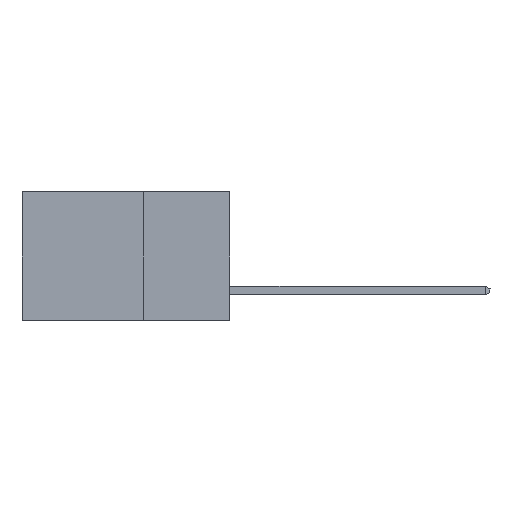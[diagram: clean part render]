
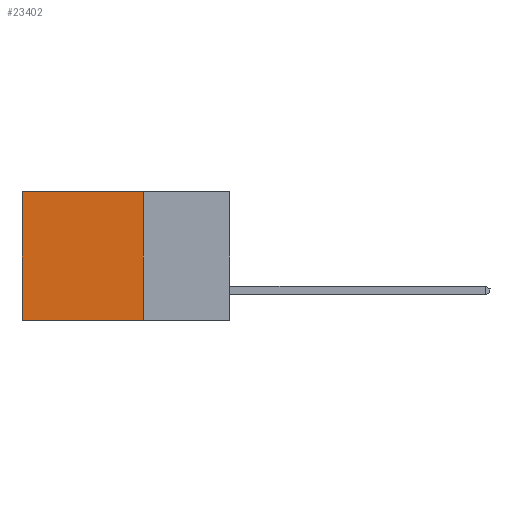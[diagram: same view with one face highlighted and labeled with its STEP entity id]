
A CAD part, left-side view. The second image highlights one B-rep face of the part: STEP entity #23402.
In plain terms, the highlighted planar face has unit normal (-1, 0, 0).
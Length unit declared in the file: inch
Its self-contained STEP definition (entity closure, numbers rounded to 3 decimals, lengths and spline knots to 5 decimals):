
#148 = CARTESIAN_POINT ( 'NONE',  ( 0.2615, 0.6, -0.37 ) ) ;
#673 = VERTEX_POINT ( 'NONE', #4150 ) ;
#2453 = EDGE_CURVE ( 'NONE', #673, #3004, #24257, .T. ) ;
#2780 = ORIENTED_EDGE ( 'NONE', *, *, #24488, .F. ) ;
#3004 = VERTEX_POINT ( 'NONE', #10918 ) ;
#4021 = VECTOR ( 'NONE', #6426, 39.37008 ) ;
#4150 = CARTESIAN_POINT ( 'NONE',  ( 0.2615, 0.25, 0. ) ) ;
#4299 = CARTESIAN_POINT ( 'NONE',  ( 0.2615, 0.6, -0.37 ) ) ;
#4545 = LINE ( 'NONE', #4299, #4021 ) ;
#4700 = LINE ( 'NONE', #14337, #15520 ) ;
#5357 = ORIENTED_EDGE ( 'NONE', *, *, #2453, .F. ) ;
#6426 = DIRECTION ( 'NONE',  ( 0., 0., -1. ) ) ;
#6836 = DIRECTION ( 'NONE',  ( 0., 1., 0. ) ) ;
#7124 = AXIS2_PLACEMENT_3D ( 'NONE', #22044, #12511, #10498 ) ;
#7474 = ORIENTED_EDGE ( 'NONE', *, *, #11044, .T. ) ;
#9644 = LINE ( 'NONE', #13404, #16765 ) ;
#10498 = DIRECTION ( 'NONE',  ( 0., 0., -1. ) ) ;
#10715 = VECTOR ( 'NONE', #12330, 39.37008 ) ;
#10918 = CARTESIAN_POINT ( 'NONE',  ( 0.2615, 0.25, -0.37 ) ) ;
#11044 = EDGE_CURVE ( 'NONE', #17166, #16803, #4545, .T. ) ;
#12330 = DIRECTION ( 'NONE',  ( 0., 0., -1. ) ) ;
#12511 = DIRECTION ( 'NONE',  ( 1., 0., 0. ) ) ;
#13404 = CARTESIAN_POINT ( 'NONE',  ( 0.2615, 0.25, -0.37 ) ) ;
#14337 = CARTESIAN_POINT ( 'NONE',  ( 0.2615, 0.25, 0. ) ) ;
#15520 = VECTOR ( 'NONE', #6836, 39.37008 ) ;
#16613 = CARTESIAN_POINT ( 'NONE',  ( 0.2615, 0.25, -0.37 ) ) ;
#16765 = VECTOR ( 'NONE', #17420, 39.37008 ) ;
#16803 = VERTEX_POINT ( 'NONE', #148 ) ;
#17030 = ORIENTED_EDGE ( 'NONE', *, *, #23793, .T. ) ;
#17166 = VERTEX_POINT ( 'NONE', #22451 ) ;
#17420 = DIRECTION ( 'NONE',  ( 0., 1., 0. ) ) ;
#18294 = FACE_OUTER_BOUND ( 'NONE', #21934, .T. ) ;
#19916 = PLANE ( 'NONE',  #7124 ) ;
#21934 = EDGE_LOOP ( 'NONE', ( #7474, #2780, #5357, #17030 ) ) ;
#22044 = CARTESIAN_POINT ( 'NONE',  ( 0.2615, 0.25, -0.37 ) ) ;
#22451 = CARTESIAN_POINT ( 'NONE',  ( 0.2615, 0.6, 0. ) ) ;
#23402 = ADVANCED_FACE ( 'NONE', ( #18294 ), #19916, .F. ) ;
#23793 = EDGE_CURVE ( 'NONE', #673, #17166, #4700, .T. ) ;
#24257 = LINE ( 'NONE', #16613, #10715 ) ;
#24488 = EDGE_CURVE ( 'NONE', #3004, #16803, #9644, .T. ) ;
